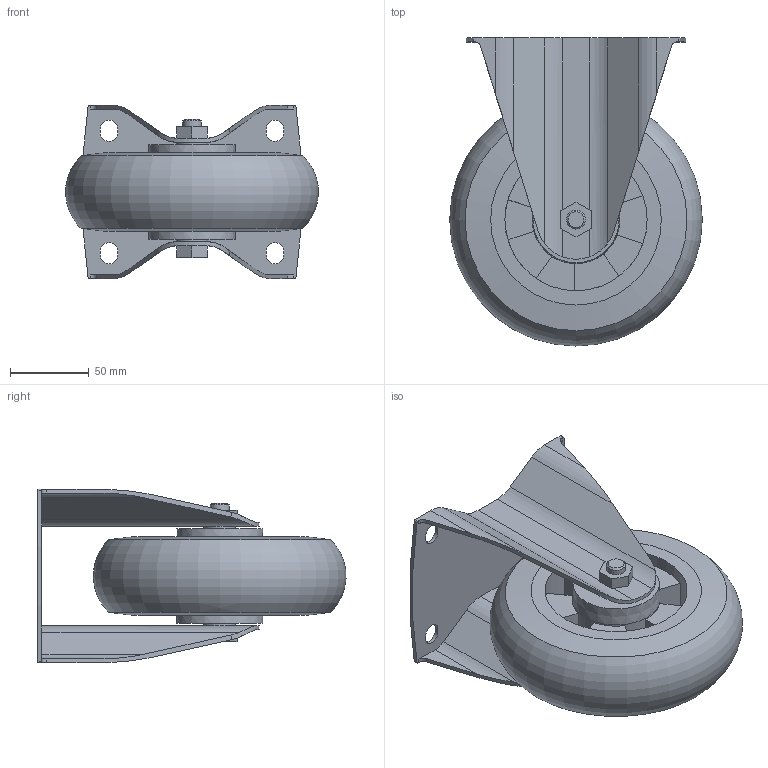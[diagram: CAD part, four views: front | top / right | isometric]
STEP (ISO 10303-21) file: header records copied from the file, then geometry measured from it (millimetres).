
FILE_DESCRIPTION(/* description */ ('STEP AP203'),/* implementation_level */ '2;1');
FILE_NAME(/* name */ 'K1766.1016005010',/* time_stamp */ '2025-06-24T16:06:18+02:00',/* author */ ('License CC BY-ND 4.0'),/* organization */ ('CADENAS'),/* preprocessor_version */ 'ST-DEVELOPER v19.3',/* originating_system */ 'PARTsolutions',/* authorisation */ ' ');
FILE_SCHEMA (('CONFIG_CONTROL_DESIGN'));
Length unit declared in the file: millimetre
Products named in the file (1): K1766.1016005010
Bounding box: 159.92 x 194.96 x 110 mm (x, y, z)
Volume: 852575.4 mm3; surface area: 163194.7 mm2
Topology: 1 solids, 1 shells, 147 faces, 421 edges, 279 vertices
Faces by surface type: plane 97, cylinder 43, cone 5, torus 2
Full cylindrical faces by diameter (mm): 12 x1, 20 x2, 55.5 x2, 90 x2
Entity records: 4796 total; most frequent: CARTESIAN_POINT 888, DIRECTION 824, ORIENTED_EDGE 800, EDGE_CURVE 400, AXIS2_PLACEMENT_3D 288, VERTEX_POINT 272, LINE 248, VECTOR 248
